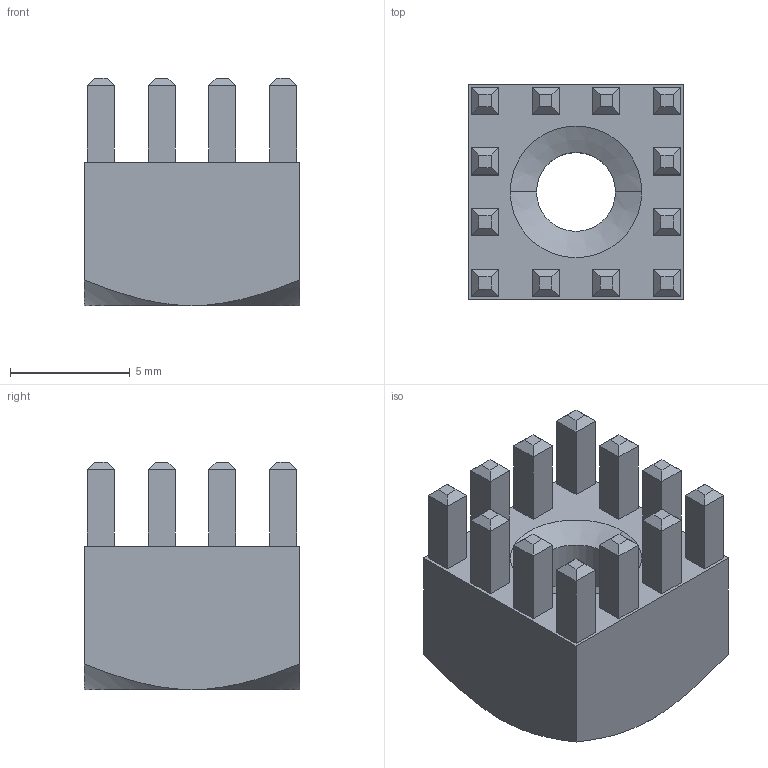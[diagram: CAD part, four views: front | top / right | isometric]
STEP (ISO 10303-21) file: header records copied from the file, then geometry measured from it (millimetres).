
FILE_DESCRIPTION (( 'STEP AP203' ), '1' );
FILE_NAME ('91086-C.STEP', '2013-12-17T16:05:37', ( 'Hajo' ), ( 'Microsoft' ), 'SwSTEP 2.0', 'SolidWorks 2011', '' );
FILE_SCHEMA (( 'CONFIG_CONTROL_DESIGN' ));
Length unit declared in the file: millimetre
Products named in the file (1): 91086-C
Bounding box: 9 x 9 x 9.5 mm (x, y, z)
Volume: 476.6 mm3; surface area: 585.1 mm2
Topology: 1 solids, 1 shells, 124 faces, 274 edges, 164 vertices
Faces by surface type: plane 114, cone 8, cylinder 2
Entity records: 3403 total; most frequent: CARTESIAN_POINT 619, ORIENTED_EDGE 548, DIRECTION 528, EDGE_CURVE 274, VECTOR 254, LINE 254, VERTEX_POINT 164, EDGE_LOOP 138
